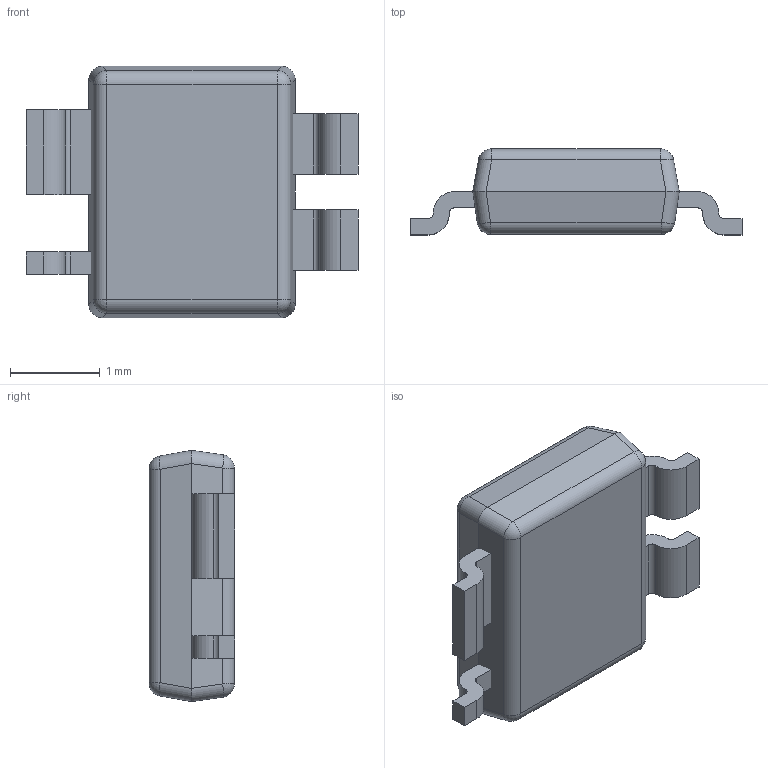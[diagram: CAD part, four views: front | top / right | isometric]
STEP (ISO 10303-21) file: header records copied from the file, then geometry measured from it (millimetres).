
FILE_DESCRIPTION(/* description */ ('STEP AP242','CAx-IF Rec.Pracs.---Representation and Presentation of Product Manufacturing Information (PMI)---4.0---2014-10-13','CAx-IF Rec.Pracs.---3D Tessellated Geometry---0.4---2014-09-14','2;1'),/* implementation_level */ '2;1');
FILE_NAME(/* name */ '68e0c3ede2e98ba94ef36c35',/* time_stamp */ '2025-10-04T06:51:26Z',/* author */ (''),/* organization */ (''),/* preprocessor_version */ 'ST-DEVELOPER v20',/* originating_system */ 'ONSHAPE BY PTC INC, 1.204',/* authorisation */ ' ');
FILE_SCHEMA (('AP242_MANAGED_MODEL_BASED_3D_ENGINEERING_MIM_LF { 1 0 10303 442 1 1 4 }'));
Length unit declared in the file: metre
Products named in the file (5): Lead 1; Body; Lead 2; Lead 3; Lead 4
Bounding box: 3.7 x 0.96 x 2.8 mm (x, y, z)
Volume: 6.6 mm3; surface area: 33.9 mm2
Topology: 5 solids, 5 shells, 87 faces, 213 edges, 129 vertices
Faces by surface type: plane 47, cylinder 32, sphere 8
Entity records: 2607 total; most frequent: DIRECTION 450, CARTESIAN_POINT 426, ORIENTED_EDGE 410, EDGE_CURVE 205, AXIS2_PLACEMENT_3D 153, LINE 144, VECTOR 144, VERTEX_POINT 129
